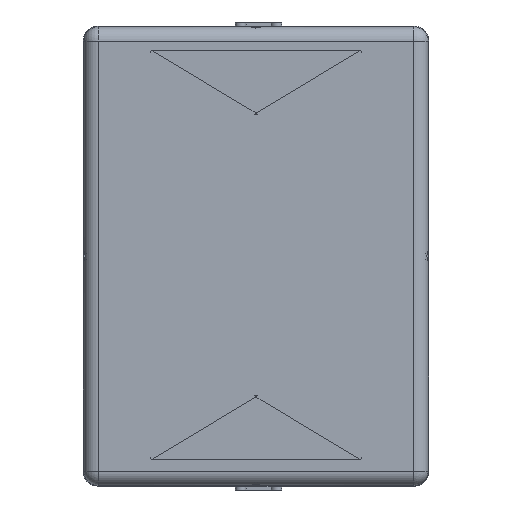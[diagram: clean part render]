
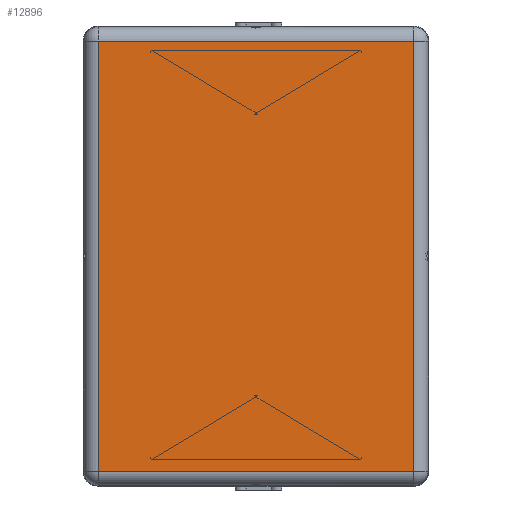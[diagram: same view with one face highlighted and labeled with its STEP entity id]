
A CAD part, front view. The second image highlights one B-rep face of the part: STEP entity #12896.
In plain terms, the highlighted planar face has unit normal (0, -1, 0).
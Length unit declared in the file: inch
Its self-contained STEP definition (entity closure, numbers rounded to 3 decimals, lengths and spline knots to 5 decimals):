
#12857=CARTESIAN_POINT('',(-8.,0.0,-6.));
#12858=DIRECTION('',(0.0,-1.0,0.0));
#12859=DIRECTION('',(0.0,0.0,-1.0));
#12860=AXIS2_PLACEMENT_3D('',#12857,#12858,#12859);
#12861=PLANE('',#12860);
#12862=CARTESIAN_POINT('',(-7.51716,0.0,-5.51716));
#12863=VERTEX_POINT('',#12862);
#12864=CARTESIAN_POINT('',(7.51716,0.0,-5.51716));
#12865=VERTEX_POINT('',#12864);
#12866=CARTESIAN_POINT('',(-7.51716,0.0,-5.51716));
#12867=DIRECTION('',(1.0,0.0,0.0));
#12868=VECTOR('',#12867,15.03431);
#12869=LINE('',#12866,#12868);
#12870=EDGE_CURVE('',#12863,#12865,#12869,.T.);
#12871=ORIENTED_EDGE('',*,*,#12870,.T.);
#12872=CARTESIAN_POINT('',(7.51716,0.0,5.51716));
#12873=VERTEX_POINT('',#12872);
#12874=CARTESIAN_POINT('',(7.51716,0.0,-5.51716));
#12875=DIRECTION('',(0.0,0.0,1.0));
#12876=VECTOR('',#12875,11.03431);
#12877=LINE('',#12874,#12876);
#12878=EDGE_CURVE('',#12865,#12873,#12877,.T.);
#12879=ORIENTED_EDGE('',*,*,#12878,.T.);
#12880=CARTESIAN_POINT('',(-7.51716,0.0,5.51716));
#12881=VERTEX_POINT('',#12880);
#12882=CARTESIAN_POINT('',(7.51716,0.0,5.51716));
#12883=DIRECTION('',(-1.0,0.0,0.0));
#12884=VECTOR('',#12883,15.03431);
#12885=LINE('',#12882,#12884);
#12886=EDGE_CURVE('',#12873,#12881,#12885,.T.);
#12887=ORIENTED_EDGE('',*,*,#12886,.T.);
#12888=CARTESIAN_POINT('',(-7.51716,0.0,5.51716));
#12889=DIRECTION('',(0.0,0.0,-1.0));
#12890=VECTOR('',#12889,11.03431);
#12891=LINE('',#12888,#12890);
#12892=EDGE_CURVE('',#12881,#12863,#12891,.T.);
#12893=ORIENTED_EDGE('',*,*,#12892,.T.);
#12894=EDGE_LOOP('',(#12871,#12879,#12887,#12893));
#12895=FACE_OUTER_BOUND('',#12894,.T.);
#12896=ADVANCED_FACE('',(#12895),#12861,.T.);
